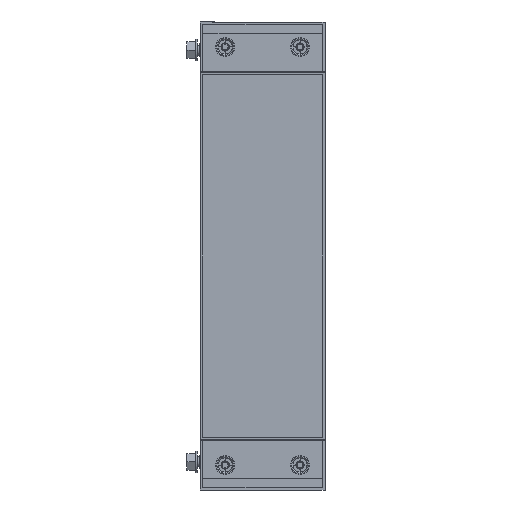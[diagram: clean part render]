
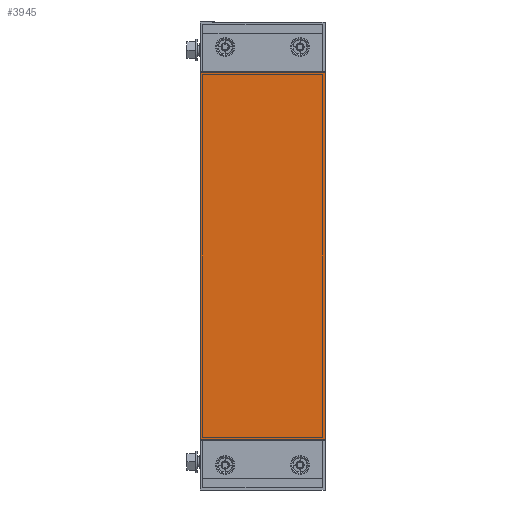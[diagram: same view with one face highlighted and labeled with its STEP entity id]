
A CAD part, left-side view. The second image highlights one B-rep face of the part: STEP entity #3945.
In plain terms, the highlighted planar face has unit normal (-1, 0, 0).
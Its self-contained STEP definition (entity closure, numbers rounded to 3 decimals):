
#106 = EDGE_CURVE ( 'NONE', #1573, #8844, #4339, .T. ) ;
#408 = DIRECTION ( 'NONE',  ( 0., 0., 1. ) ) ;
#685 = DIRECTION ( 'NONE',  ( 0., 1., 0. ) ) ;
#1415 = PLANE ( 'NONE',  #5968 ) ;
#1468 = LINE ( 'NONE', #8210, #4075 ) ;
#1512 = DIRECTION ( 'NONE',  ( 0., 0., 1. ) ) ;
#1526 = CARTESIAN_POINT ( 'NONE',  ( 0., 0., 40.4 ) ) ;
#1573 = VERTEX_POINT ( 'NONE', #1526 ) ;
#1850 = ORIENTED_EDGE ( 'NONE', *, *, #106, .T. ) ;
#1964 = CARTESIAN_POINT ( 'NONE',  ( 0., -100., 334.6 ) ) ;
#2671 = LINE ( 'NONE', #6484, #5976 ) ;
#2863 = DIRECTION ( 'NONE',  ( -1., 0., 0. ) ) ;
#3098 = VECTOR ( 'NONE', #8320, 1000. ) ;
#3725 = DIRECTION ( 'NONE',  ( 0., 0., -1. ) ) ;
#3945 = ADVANCED_FACE ( 'NONE', ( #8308 ), #1415, .T. ) ;
#3966 = VERTEX_POINT ( 'NONE', #7008 ) ;
#4075 = VECTOR ( 'NONE', #3725, 1000. ) ;
#4086 = EDGE_CURVE ( 'NONE', #8844, #4781, #2671, .T. ) ;
#4241 = VECTOR ( 'NONE', #685, 1000. ) ;
#4339 = LINE ( 'NONE', #7421, #3098 ) ;
#4351 = EDGE_LOOP ( 'NONE', ( #1850, #6577, #8929, #5555 ) ) ;
#4781 = VERTEX_POINT ( 'NONE', #1964 ) ;
#5446 = CARTESIAN_POINT ( 'NONE',  ( 0., 0., 334.6 ) ) ;
#5555 = ORIENTED_EDGE ( 'NONE', *, *, #8208, .T. ) ;
#5968 = AXIS2_PLACEMENT_3D ( 'NONE', #8403, #2863, #1512 ) ;
#5976 = VECTOR ( 'NONE', #408, 1000. ) ;
#6059 = LINE ( 'NONE', #5446, #4241 ) ;
#6484 = CARTESIAN_POINT ( 'NONE',  ( 0., -100., 40.4 ) ) ;
#6577 = ORIENTED_EDGE ( 'NONE', *, *, #4086, .T. ) ;
#7008 = CARTESIAN_POINT ( 'NONE',  ( 0., 0., 334.6 ) ) ;
#7421 = CARTESIAN_POINT ( 'NONE',  ( 0., 0., 40.4 ) ) ;
#8208 = EDGE_CURVE ( 'NONE', #3966, #1573, #1468, .T. ) ;
#8210 = CARTESIAN_POINT ( 'NONE',  ( 0., 0., 40.4 ) ) ;
#8308 = FACE_OUTER_BOUND ( 'NONE', #4351, .T. ) ;
#8320 = DIRECTION ( 'NONE',  ( 0., -1., 0. ) ) ;
#8403 = CARTESIAN_POINT ( 'NONE',  ( 0., 0., 0. ) ) ;
#8843 = EDGE_CURVE ( 'NONE', #4781, #3966, #6059, .T. ) ;
#8844 = VERTEX_POINT ( 'NONE', #9289 ) ;
#8929 = ORIENTED_EDGE ( 'NONE', *, *, #8843, .T. ) ;
#9289 = CARTESIAN_POINT ( 'NONE',  ( 0., -100., 40.4 ) ) ;
